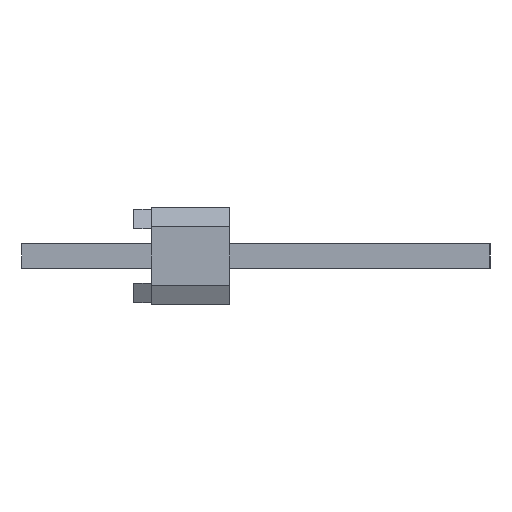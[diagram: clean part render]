
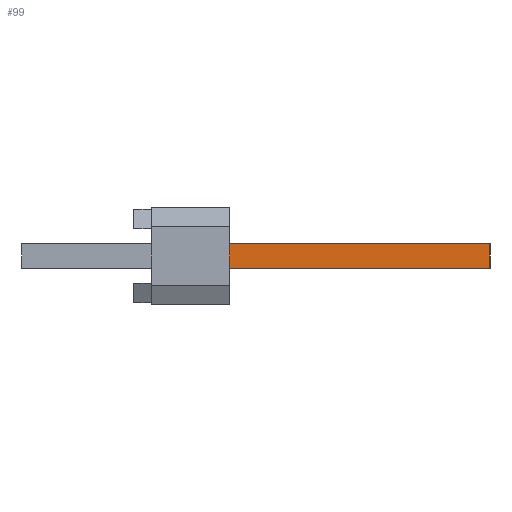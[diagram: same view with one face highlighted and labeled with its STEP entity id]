
A CAD part, left-side view. The second image highlights one B-rep face of the part: STEP entity #99.
In plain terms, the highlighted planar face has unit normal (-1, 0, 0).
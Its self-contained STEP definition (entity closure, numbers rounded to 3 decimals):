
#99=ADVANCED_FACE('',(#665),#666,.T.);
#665=FACE_OUTER_BOUND('',#1677,.T.);
#666=PLANE('',#1678);
#1677=EDGE_LOOP('',(#3144,#3145,#3146,#3147));
#1678=AXIS2_PLACEMENT_3D('',#3148,#3149,#3150);
#3144=ORIENTED_EDGE('',*,*,#6638,.T.);
#3145=ORIENTED_EDGE('',*,*,#6792,.T.);
#3146=ORIENTED_EDGE('',*,*,#6644,.F.);
#3147=ORIENTED_EDGE('',*,*,#6745,.F.);
#3148=CARTESIAN_POINT('',(-14.288,-1.016,-0.318));
#3149=DIRECTION('',(-1.0,0.0,0.0));
#3150=DIRECTION('',(0.0,0.0,1.0));
#6638=EDGE_CURVE('',#8203,#8201,#8204,.T.);
#6644=EDGE_CURVE('',#8212,#8213,#8214,.T.);
#6745=EDGE_CURVE('',#8203,#8212,#8413,.T.);
#6792=EDGE_CURVE('',#8201,#8213,#8504,.T.);
#8201=VERTEX_POINT('',#10461);
#8203=VERTEX_POINT('',#10464);
#8204=LINE('',#10465,#10466);
#8212=VERTEX_POINT('',#10479);
#8213=VERTEX_POINT('',#10480);
#8214=LINE('',#10481,#10482);
#8413=LINE('',#10781,#10782);
#8504=LINE('',#10919,#10920);
#10461=CARTESIAN_POINT('',(-14.288,-7.772,-0.318));
#10464=CARTESIAN_POINT('',(-14.288,-1.016,-0.318));
#10465=CARTESIAN_POINT('',(-14.288,-1.016,-0.318));
#10466=VECTOR('',#12854,6.756);
#10479=CARTESIAN_POINT('',(-14.288,-1.016,0.318));
#10480=CARTESIAN_POINT('',(-14.288,-7.772,0.318));
#10481=CARTESIAN_POINT('',(-14.288,-1.016,0.318));
#10482=VECTOR('',#12860,6.756);
#10781=CARTESIAN_POINT('',(-14.288,-1.016,-0.318));
#10782=VECTOR('',#12961,0.635);
#10919=CARTESIAN_POINT('',(-14.288,-7.772,-0.318));
#10920=VECTOR('',#13008,0.635);
#12854=DIRECTION('',(0.0,-1.0,0.0));
#12860=DIRECTION('',(0.0,-1.0,0.0));
#12961=DIRECTION('',(0.0,0.0,1.0));
#13008=DIRECTION('',(0.0,0.0,1.0));
